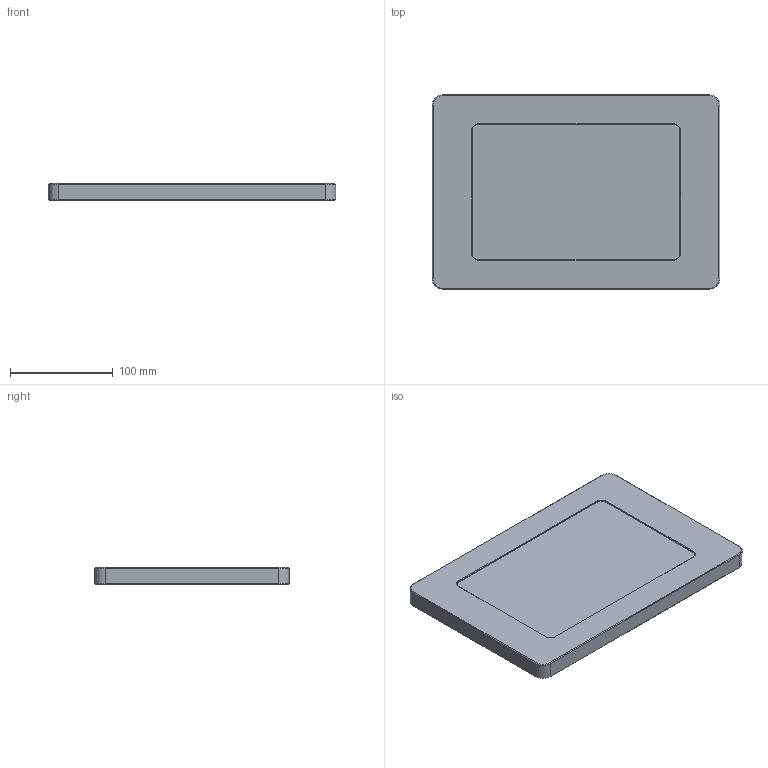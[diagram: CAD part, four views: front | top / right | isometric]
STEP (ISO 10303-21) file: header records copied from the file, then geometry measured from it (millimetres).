
FILE_DESCRIPTION(/* description */ (''),/* implementation_level */ '2;1');
FILE_NAME(/* name */ 'VB_VESA_GTA080.step',/* time_stamp */ '2019-08-23T16:12:14-04:00',/* author */ ('NickC'),/* organization */ (''),/* preprocessor_version */ 'ST-DEVELOPER v17',/* originating_system */ 'Autodesk Inventor 2019',/* authorisation */ '');
FILE_SCHEMA (('AUTOMOTIVE_DESIGN { 1 0 10303 214 3 1 1 }'));
Length unit declared in the file: inch
Products named in the file (1): Part1
Bounding box: 279.4 x 188.72 x 16.89 mm (x, y, z)
Volume: 812736.5 mm3; surface area: 175271.2 mm2
Topology: 1 solids, 6 shells, 758 faces, 1991 edges, 1317 vertices
Faces by surface type: plane 508, cone 101, cylinder 98, bspline 51
Full cylindrical faces by diameter (mm): 2.438 x14, 3.251 x4, 3.306 x16, 4.166 x11, 4.826 x8, 38.1 x1
Entity records: 27272 total; most frequent: CARTESIAN_POINT 8444, ORIENTED_EDGE 3982, DIRECTION 3400, EDGE_CURVE 1991, LINE 1366, VECTOR 1366, VERTEX_POINT 1317, AXIS2_PLACEMENT_3D 1017
